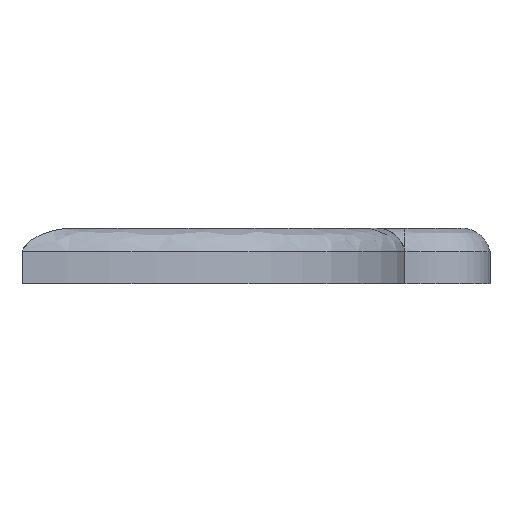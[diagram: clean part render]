
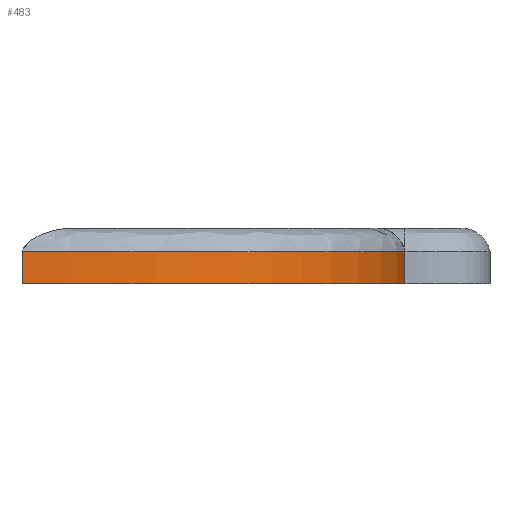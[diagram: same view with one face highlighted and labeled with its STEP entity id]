
A CAD part, left-side view. The second image highlights one B-rep face of the part: STEP entity #483.
In plain terms, the highlighted free-form (B-spline) face has degree [2, 1] with [3, 2] control points.
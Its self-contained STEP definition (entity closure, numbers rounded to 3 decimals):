
#17=B_SPLINE_SURFACE_WITH_KNOTS('',2,1,((#766,#767),(#768,#769),(#770,#771)),
 .UNSPECIFIED.,.F.,.F.,.F.,(3,3),(2,2),(-1.,0.),(0.,0.22),.UNSPECIFIED.);
#36=B_SPLINE_CURVE_WITH_KNOTS('',2,(#690,#691,#692),.UNSPECIFIED.,.F.,.F.,
(3,3),(-1.,0.),.UNSPECIFIED.);
#43=B_SPLINE_CURVE_WITH_KNOTS('',2,(#773,#774,#775),.UNSPECIFIED.,.F.,.F.,
(3,3),(-1.,0.),.UNSPECIFIED.);
#82=FACE_OUTER_BOUND('',#113,.T.);
#113=EDGE_LOOP('',(#385,#386,#387,#388));
#154=LINE('',#765,#187);
#155=LINE('',#776,#188);
#187=VECTOR('',#596,10.);
#188=VECTOR('',#597,10.);
#227=VERTEX_POINT('',#687);
#228=VERTEX_POINT('',#689);
#237=VERTEX_POINT('',#761);
#238=VERTEX_POINT('',#772);
#274=EDGE_CURVE('',#227,#228,#36,.T.);
#290=EDGE_CURVE('',#237,#228,#154,.T.);
#291=EDGE_CURVE('',#238,#237,#43,.T.);
#292=EDGE_CURVE('',#238,#227,#155,.T.);
#385=ORIENTED_EDGE('',*,*,#291,.T.);
#386=ORIENTED_EDGE('',*,*,#290,.T.);
#387=ORIENTED_EDGE('',*,*,#274,.F.);
#388=ORIENTED_EDGE('',*,*,#292,.F.);
#483=ADVANCED_FACE('',(#82),#17,.T.);
#596=DIRECTION('',(0.,0.,-1.));
#597=DIRECTION('',(0.,0.,-1.));
#687=CARTESIAN_POINT('',(-23.283,-68.287,-12.15));
#689=CARTESIAN_POINT('',(-49.477,-42.093,-12.15));
#690=CARTESIAN_POINT('Ctrl Pts',(-23.283,-68.287,-12.15));
#691=CARTESIAN_POINT('Ctrl Pts',(-49.477,-68.287,-12.15));
#692=CARTESIAN_POINT('Ctrl Pts',(-49.477,-42.093,-12.15));
#761=CARTESIAN_POINT('',(-49.477,-42.093,-9.95));
#765=CARTESIAN_POINT('',(-49.477,-42.093,-9.95));
#766=CARTESIAN_POINT('Ctrl Pts',(-23.283,-68.287,-9.95));
#767=CARTESIAN_POINT('Ctrl Pts',(-23.283,-68.287,-12.15));
#768=CARTESIAN_POINT('Ctrl Pts',(-49.477,-68.287,-9.95));
#769=CARTESIAN_POINT('Ctrl Pts',(-49.477,-68.287,-12.15));
#770=CARTESIAN_POINT('Ctrl Pts',(-49.477,-42.093,-9.95));
#771=CARTESIAN_POINT('Ctrl Pts',(-49.477,-42.093,-12.15));
#772=CARTESIAN_POINT('',(-23.283,-68.287,-9.95));
#773=CARTESIAN_POINT('Ctrl Pts',(-23.283,-68.287,-9.95));
#774=CARTESIAN_POINT('Ctrl Pts',(-49.477,-68.287,-9.95));
#775=CARTESIAN_POINT('Ctrl Pts',(-49.477,-42.093,-9.95));
#776=CARTESIAN_POINT('',(-23.283,-68.287,-9.95));
